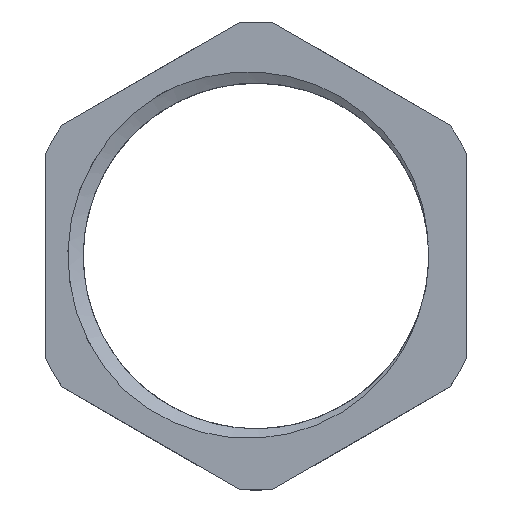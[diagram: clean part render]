
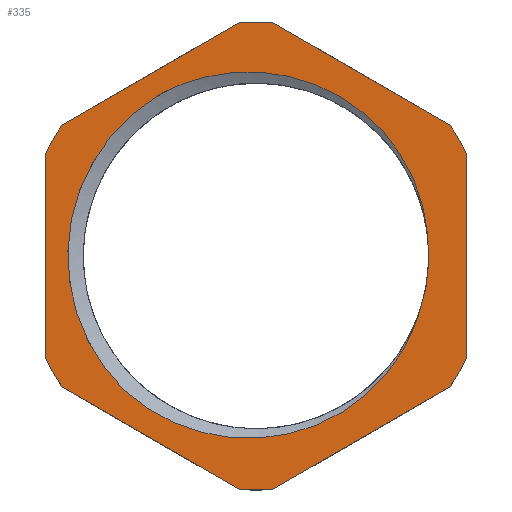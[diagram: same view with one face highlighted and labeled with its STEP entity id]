
A CAD part, top view. The second image highlights one B-rep face of the part: STEP entity #335.
In plain terms, the highlighted planar face has unit normal (0, 0, 1).
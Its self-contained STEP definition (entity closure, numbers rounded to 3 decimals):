
#16=FACE_BOUND('',#124,.T.);
#20=LINE('',#1020,#38);
#22=LINE('',#1025,#40);
#25=LINE('',#1036,#43);
#29=LINE('',#1053,#47);
#32=LINE('',#1064,#50);
#34=LINE('',#1069,#52);
#38=VECTOR('',#403,10.);
#40=VECTOR('',#407,10.);
#43=VECTOR('',#412,10.);
#47=VECTOR('',#418,10.);
#50=VECTOR('',#423,10.);
#52=VECTOR('',#427,10.);
#67=PLANE('',#364);
#70=CIRCLE('',#354,8.625);
#71=CIRCLE('',#356,9.386);
#73=CIRCLE('',#365,11.675);
#74=CIRCLE('',#366,11.675);
#75=CIRCLE('',#367,11.675);
#76=CIRCLE('',#368,11.675);
#77=CIRCLE('',#369,11.675);
#78=CIRCLE('',#370,11.675);
#104=FACE_OUTER_BOUND('',#123,.T.);
#123=EDGE_LOOP('',(#265,#266,#267,#268,#269,#270,#271,#272,#273,#274,#275,
#276));
#124=EDGE_LOOP('',(#277,#278,#279,#280));
#137=B_SPLINE_CURVE_WITH_KNOTS('',3,(#666,#667,#668,#669,#670,#671,#672,
#673,#674,#675,#676,#677,#678,#679,#680,#681),.UNSPECIFIED.,.F.,.F.,(4,
3,3,3,3,4),(-1.794,-1.738,-1.317,-0.887,
-0.448,0.),.UNSPECIFIED.);
#142=B_SPLINE_CURVE_WITH_KNOTS('',3,(#992,#993,#994,#995,#996,#997,#998,
#999,#1000,#1001,#1002,#1003,#1004,#1005,#1006,#1007),.UNSPECIFIED.,.F.,
 .F.,(4,3,3,3,3,4),(-1.791,-1.731,-1.286,
-0.848,-0.42,0.),.UNSPECIFIED.);
#145=VERTEX_POINT('',#633);
#146=VERTEX_POINT('',#665);
#148=VERTEX_POINT('',#716);
#150=VERTEX_POINT('',#906);
#153=VERTEX_POINT('',#1017);
#154=VERTEX_POINT('',#1019);
#155=VERTEX_POINT('',#1023);
#156=VERTEX_POINT('',#1024);
#159=VERTEX_POINT('',#1034);
#160=VERTEX_POINT('',#1035);
#165=VERTEX_POINT('',#1050);
#166=VERTEX_POINT('',#1052);
#169=VERTEX_POINT('',#1061);
#170=VERTEX_POINT('',#1063);
#171=VERTEX_POINT('',#1067);
#172=VERTEX_POINT('',#1068);
#178=EDGE_CURVE('',#145,#146,#137,.T.);
#182=EDGE_CURVE('',#148,#145,#70,.T.);
#185=EDGE_CURVE('',#150,#148,#142,.T.);
#186=EDGE_CURVE('',#150,#146,#71,.T.);
#190=EDGE_CURVE('',#154,#153,#20,.T.);
#192=EDGE_CURVE('',#155,#156,#22,.T.);
#196=EDGE_CURVE('',#159,#160,#25,.T.);
#202=EDGE_CURVE('',#166,#165,#29,.T.);
#206=EDGE_CURVE('',#170,#169,#32,.T.);
#208=EDGE_CURVE('',#171,#172,#34,.T.);
#212=EDGE_CURVE('',#153,#170,#73,.T.);
#213=EDGE_CURVE('',#169,#166,#74,.T.);
#214=EDGE_CURVE('',#165,#159,#75,.T.);
#215=EDGE_CURVE('',#160,#155,#76,.T.);
#216=EDGE_CURVE('',#156,#171,#77,.T.);
#217=EDGE_CURVE('',#172,#154,#78,.T.);
#265=ORIENTED_EDGE('',*,*,#190,.T.);
#266=ORIENTED_EDGE('',*,*,#212,.T.);
#267=ORIENTED_EDGE('',*,*,#206,.T.);
#268=ORIENTED_EDGE('',*,*,#213,.T.);
#269=ORIENTED_EDGE('',*,*,#202,.T.);
#270=ORIENTED_EDGE('',*,*,#214,.T.);
#271=ORIENTED_EDGE('',*,*,#196,.T.);
#272=ORIENTED_EDGE('',*,*,#215,.T.);
#273=ORIENTED_EDGE('',*,*,#192,.T.);
#274=ORIENTED_EDGE('',*,*,#216,.T.);
#275=ORIENTED_EDGE('',*,*,#208,.T.);
#276=ORIENTED_EDGE('',*,*,#217,.T.);
#277=ORIENTED_EDGE('',*,*,#186,.T.);
#278=ORIENTED_EDGE('',*,*,#178,.F.);
#279=ORIENTED_EDGE('',*,*,#182,.F.);
#280=ORIENTED_EDGE('',*,*,#185,.F.);
#335=ADVANCED_FACE('',(#104,#16),#67,.T.);
#354=AXIS2_PLACEMENT_3D('',#748,#392,#393);
#356=AXIS2_PLACEMENT_3D('',#1009,#396,#397);
#364=AXIS2_PLACEMENT_3D('',#1077,#430,#431);
#365=AXIS2_PLACEMENT_3D('',#1078,#432,#433);
#366=AXIS2_PLACEMENT_3D('',#1079,#434,#435);
#367=AXIS2_PLACEMENT_3D('',#1080,#436,#437);
#368=AXIS2_PLACEMENT_3D('',#1081,#438,#439);
#369=AXIS2_PLACEMENT_3D('',#1082,#440,#441);
#370=AXIS2_PLACEMENT_3D('',#1083,#442,#443);
#392=DIRECTION('center_axis',(0.,0.,1.));
#393=DIRECTION('ref_axis',(-1.,0.,0.));
#396=DIRECTION('center_axis',(0.,0.,-1.));
#397=DIRECTION('ref_axis',(-1.,0.,0.));
#403=DIRECTION('',(0.866,0.5,0.));
#407=DIRECTION('',(0.,-1.,0.));
#412=DIRECTION('',(-0.866,-0.5,0.));
#418=DIRECTION('',(-0.866,0.5,0.));
#423=DIRECTION('',(0.,1.,0.));
#427=DIRECTION('',(0.866,-0.5,0.));
#430=DIRECTION('center_axis',(0.,0.,1.));
#431=DIRECTION('ref_axis',(1.,0.,0.));
#432=DIRECTION('center_axis',(0.,0.,1.));
#433=DIRECTION('ref_axis',(1.,0.,0.));
#434=DIRECTION('center_axis',(0.,0.,1.));
#435=DIRECTION('ref_axis',(1.,0.,0.));
#436=DIRECTION('center_axis',(0.,0.,1.));
#437=DIRECTION('ref_axis',(1.,0.,0.));
#438=DIRECTION('center_axis',(0.,0.,1.));
#439=DIRECTION('ref_axis',(1.,0.,0.));
#440=DIRECTION('center_axis',(0.,0.,1.));
#441=DIRECTION('ref_axis',(1.,0.,0.));
#442=DIRECTION('center_axis',(0.,0.,1.));
#443=DIRECTION('ref_axis',(1.,0.,0.));
#633=CARTESIAN_POINT('',(8.548,1.15,3.));
#665=CARTESIAN_POINT('',(-4.873,8.022,3.));
#666=CARTESIAN_POINT('Ctrl Pts',(8.548,1.15,3.));
#667=CARTESIAN_POINT('Ctrl Pts',(8.532,1.334,3.));
#668=CARTESIAN_POINT('Ctrl Pts',(8.51,1.517,3.));
#669=CARTESIAN_POINT('Ctrl Pts',(8.482,1.699,3.));
#670=CARTESIAN_POINT('Ctrl Pts',(8.268,3.082,3.));
#671=CARTESIAN_POINT('Ctrl Pts',(7.71,4.413,3.));
#672=CARTESIAN_POINT('Ctrl Pts',(6.883,5.538,3.));
#673=CARTESIAN_POINT('Ctrl Pts',(6.038,6.687,3.));
#674=CARTESIAN_POINT('Ctrl Pts',(4.905,7.63,3.));
#675=CARTESIAN_POINT('Ctrl Pts',(3.625,8.258,3.));
#676=CARTESIAN_POINT('Ctrl Pts',(2.318,8.899,3.));
#677=CARTESIAN_POINT('Ctrl Pts',(0.849,9.218,3.));
#678=CARTESIAN_POINT('Ctrl Pts',(-0.608,9.182,3.));
#679=CARTESIAN_POINT('Ctrl Pts',(-2.094,9.146,3.));
#680=CARTESIAN_POINT('Ctrl Pts',(-3.567,8.744,3.));
#681=CARTESIAN_POINT('Ctrl Pts',(-4.873,8.022,3.));
#716=CARTESIAN_POINT('',(8.083,-3.01,3.));
#748=CARTESIAN_POINT('Origin',(0.,0.,3.));
#906=CARTESIAN_POINT('',(-6.525,-6.747,3.));
#992=CARTESIAN_POINT('Ctrl Pts',(-6.525,-6.747,3.));
#993=CARTESIAN_POINT('Ctrl Pts',(-6.376,-6.881,3.));
#994=CARTESIAN_POINT('Ctrl Pts',(-6.222,-7.009,3.));
#995=CARTESIAN_POINT('Ctrl Pts',(-6.064,-7.133,3.));
#996=CARTESIAN_POINT('Ctrl Pts',(-4.896,-8.046,3.));
#997=CARTESIAN_POINT('Ctrl Pts',(-3.501,-8.678,3.));
#998=CARTESIAN_POINT('Ctrl Pts',(-2.047,-8.947,3.));
#999=CARTESIAN_POINT('Ctrl Pts',(-0.618,-9.211,3.));
#1000=CARTESIAN_POINT('Ctrl Pts',(0.879,-9.129,3.));
#1001=CARTESIAN_POINT('Ctrl Pts',(2.267,-8.703,3.));
#1002=CARTESIAN_POINT('Ctrl Pts',(3.627,-8.286,3.));
#1003=CARTESIAN_POINT('Ctrl Pts',(4.891,-7.537,3.));
#1004=CARTESIAN_POINT('Ctrl Pts',(5.905,-6.538,3.));
#1005=CARTESIAN_POINT('Ctrl Pts',(6.898,-5.559,3.));
#1006=CARTESIAN_POINT('Ctrl Pts',(7.653,-4.342,3.));
#1007=CARTESIAN_POINT('Ctrl Pts',(8.083,-3.01,3.));
#1009=CARTESIAN_POINT('Origin',(0.,0.,3.));
#1017=CARTESIAN_POINT('',(9.671,-6.541,3.));
#1019=CARTESIAN_POINT('',(0.829,-11.646,3.));
#1020=CARTESIAN_POINT('',(9.983,-6.36,3.));
#1023=CARTESIAN_POINT('',(-10.5,5.104,3.));
#1024=CARTESIAN_POINT('',(-10.5,-5.104,3.));
#1025=CARTESIAN_POINT('',(-10.5,-5.466,3.));
#1034=CARTESIAN_POINT('',(-0.829,11.646,3.));
#1035=CARTESIAN_POINT('',(-9.671,6.541,3.));
#1036=CARTESIAN_POINT('',(-4.937,9.274,3.));
#1050=CARTESIAN_POINT('',(0.829,11.646,3.));
#1052=CARTESIAN_POINT('',(9.671,6.541,3.));
#1053=CARTESIAN_POINT('',(8.086,7.456,3.));
#1061=CARTESIAN_POINT('',(10.5,5.104,3.));
#1063=CARTESIAN_POINT('',(10.5,-5.104,3.));
#1064=CARTESIAN_POINT('',(10.5,-0.361,3.));
#1067=CARTESIAN_POINT('',(-9.671,-6.541,3.));
#1068=CARTESIAN_POINT('',(-0.829,-11.646,3.));
#1069=CARTESIAN_POINT('',(2.007,-13.283,3.));
#1077=CARTESIAN_POINT('Origin',(10.093,-5.827,3.));
#1078=CARTESIAN_POINT('Origin',(0.,0.,3.));
#1079=CARTESIAN_POINT('Origin',(0.,0.,3.));
#1080=CARTESIAN_POINT('Origin',(0.,0.,3.));
#1081=CARTESIAN_POINT('Origin',(0.,0.,3.));
#1082=CARTESIAN_POINT('Origin',(0.,0.,3.));
#1083=CARTESIAN_POINT('Origin',(0.,0.,3.));
